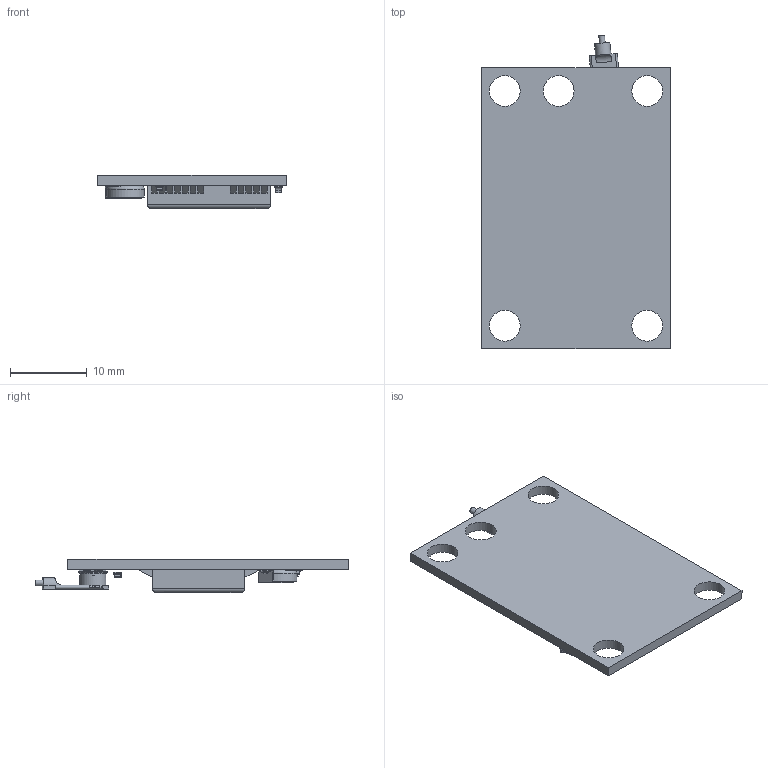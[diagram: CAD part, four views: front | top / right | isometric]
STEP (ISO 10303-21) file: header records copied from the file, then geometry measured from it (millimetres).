
FILE_DESCRIPTION(/* description */ (''),/* implementation_level */ '2;1');
FILE_NAME(/* name */ 'NEO6M_solo.step',/* time_stamp */ '2020-05-29T07:27:14+02:00',/* author */ (''),/* organization */ (''),/* preprocessor_version */ 'ST-DEVELOPER v18.1',/* originating_system */ 'Autodesk Translation Framework v9.3.0.1241',/* authorisation */ '');
FILE_SCHEMA (('AUTOMOTIVE_DESIGN { 1 0 10303 214 3 1 1 }'));
Length unit declared in the file: millimetre
Products named in the file (11): New Case; ublox NEO-6M v1; GPS_pcb; GPS_cap; GPS_res221; GPS_battery; GPS_res472; GPS_res100; GPS_led; GPS_connector; Antenna_connector
Assembly tree (10 placements, depth 3):
  New Case
    ublox NEO-6M v1
      GPS_pcb
      GPS_cap
      GPS_res221
      GPS_battery
      GPS_res472
      GPS_res100
      GPS_led
      GPS_connector
      Antenna_connector
Bounding box: 24.5 x 40.75 x 4.3 mm (x, y, z)
Volume: 1732.5 mm3; surface area: 2511 mm2
Topology: 43 solids, 43 shells, 761 faces, 1904 edges, 1249 vertices
Faces by surface type: plane 581, cylinder 79, bspline 73, torus 26, sphere 2
Full cylindrical faces by diameter (mm): 0.4 x2, 0.75 x1, 2.8 x1, 3 x2, 3.4 x1, 4 x5
Entity records: 25164 total; most frequent: CARTESIAN_POINT 6410, ORIENTED_EDGE 3798, DIRECTION 3433, EDGE_CURVE 1899, LINE 1469, VECTOR 1469, VERTEX_POINT 1249, AXIS2_PLACEMENT_3D 982
